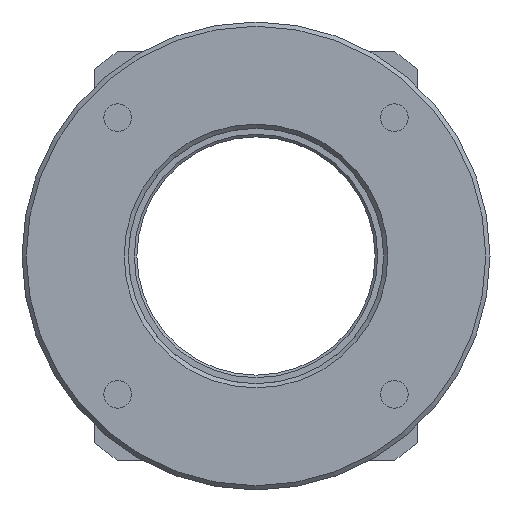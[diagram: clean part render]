
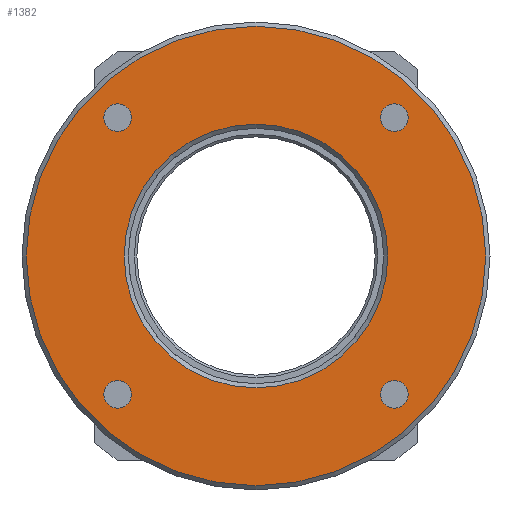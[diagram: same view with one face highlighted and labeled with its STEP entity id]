
A CAD part, left-side view. The second image highlights one B-rep face of the part: STEP entity #1382.
In plain terms, the highlighted planar face has unit normal (-1, 0, 0).
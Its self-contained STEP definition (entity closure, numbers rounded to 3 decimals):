
#263=FACE_BOUND($,#471,.T.);
#264=FACE_BOUND($,#472,.T.);
#265=FACE_BOUND($,#473,.T.);
#266=FACE_BOUND($,#474,.T.);
#267=FACE_BOUND($,#475,.T.);
#268=FACE_BOUND($,#476,.T.);
#471=EDGE_LOOP($,(#1187));
#472=EDGE_LOOP($,(#1188));
#473=EDGE_LOOP($,(#1189));
#474=EDGE_LOOP($,(#1190));
#475=EDGE_LOOP($,(#1191));
#476=EDGE_LOOP($,(#1192));
#549=CIRCLE($,#1498,1.621);
#550=CIRCLE($,#1500,1.621);
#552=CIRCLE($,#1503,1.621);
#553=CIRCLE($,#1505,1.621);
#568=CIRCLE($,#1545,27.);
#570=CIRCLE($,#1549,15.5);
#662=VERTEX_POINT($,#2482);
#663=VERTEX_POINT($,#2485);
#665=VERTEX_POINT($,#2490);
#666=VERTEX_POINT($,#2493);
#693=VERTEX_POINT($,#2632);
#695=VERTEX_POINT($,#2638);
#803=EDGE_CURVE($,#662,#662,#549,.T.);
#804=EDGE_CURVE($,#663,#663,#550,.T.);
#806=EDGE_CURVE($,#665,#665,#552,.T.);
#807=EDGE_CURVE($,#666,#666,#553,.T.);
#862=EDGE_CURVE($,#693,#693,#568,.T.);
#864=EDGE_CURVE($,#695,#695,#570,.T.);
#1187=ORIENTED_EDGE($,*,*,#803,.T.);
#1188=ORIENTED_EDGE($,*,*,#804,.T.);
#1189=ORIENTED_EDGE($,*,*,#806,.T.);
#1190=ORIENTED_EDGE($,*,*,#807,.T.);
#1191=ORIENTED_EDGE($,*,*,#864,.F.);
#1192=ORIENTED_EDGE($,*,*,#862,.F.);
#1230=PLANE($,#1548);
#1382=ADVANCED_FACE($,(#263,#264,#265,#266,#267,#268),#1230,.T.);
#1498=AXIS2_PLACEMENT_3D($,#2483,#1806,#1807);
#1500=AXIS2_PLACEMENT_3D($,#2486,#1810,#1811);
#1503=AXIS2_PLACEMENT_3D($,#2491,#1816,#1817);
#1505=AXIS2_PLACEMENT_3D($,#2494,#1820,#1821);
#1545=AXIS2_PLACEMENT_3D($,#2633,#1924,#1925);
#1548=AXIS2_PLACEMENT_3D($,#2637,#1930,#1931);
#1549=AXIS2_PLACEMENT_3D($,#2639,#1932,#1933);
#1806=DIRECTION('center_axis',(1.,0.,0.));
#1807=DIRECTION('ref_axis',(0.,0.,
-1.));
#1810=DIRECTION('center_axis',(1.,0.,0.));
#1811=DIRECTION('ref_axis',(0.,0.,
-1.));
#1816=DIRECTION('center_axis',(1.,0.,0.));
#1817=DIRECTION('ref_axis',(0.,0.,
-1.));
#1820=DIRECTION('center_axis',(1.,0.,0.));
#1821=DIRECTION('ref_axis',(0.,0.,
-1.));
#1924=DIRECTION('center_axis',(1.,0.,0.));
#1925=DIRECTION('ref_axis',(0.,1.,0.));
#1930=DIRECTION('center_axis',(-1.,0.,0.));
#1931=DIRECTION('ref_axis',(0.,0.,
1.));
#1932=DIRECTION('center_axis',(-1.,0.,0.));
#1933=DIRECTION('ref_axis',(0.,1.,0.));
#2482=CARTESIAN_POINT('',(0.716,51.792,-17.416));
#2483=CARTESIAN_POINT('Origin',(0.716,51.792,-19.037));
#2485=CARTESIAN_POINT('',(0.716,51.792,15.111));
#2486=CARTESIAN_POINT('Origin',(0.716,51.792,13.49));
#2490=CARTESIAN_POINT('',(0.716,19.265,15.111));
#2491=CARTESIAN_POINT('Origin',(0.716,19.265,13.49));
#2493=CARTESIAN_POINT('',(0.716,19.265,-17.416));
#2494=CARTESIAN_POINT('Origin',(0.716,19.265,-19.037));
#2632=CARTESIAN_POINT('',(0.716,8.529,-2.774));
#2633=CARTESIAN_POINT('Origin',(0.716,35.529,-2.774));
#2637=CARTESIAN_POINT('Origin',(0.716,20.029,-2.774));
#2638=CARTESIAN_POINT('',(0.716,20.029,-2.774));
#2639=CARTESIAN_POINT('Origin',(0.716,35.529,-2.774));
